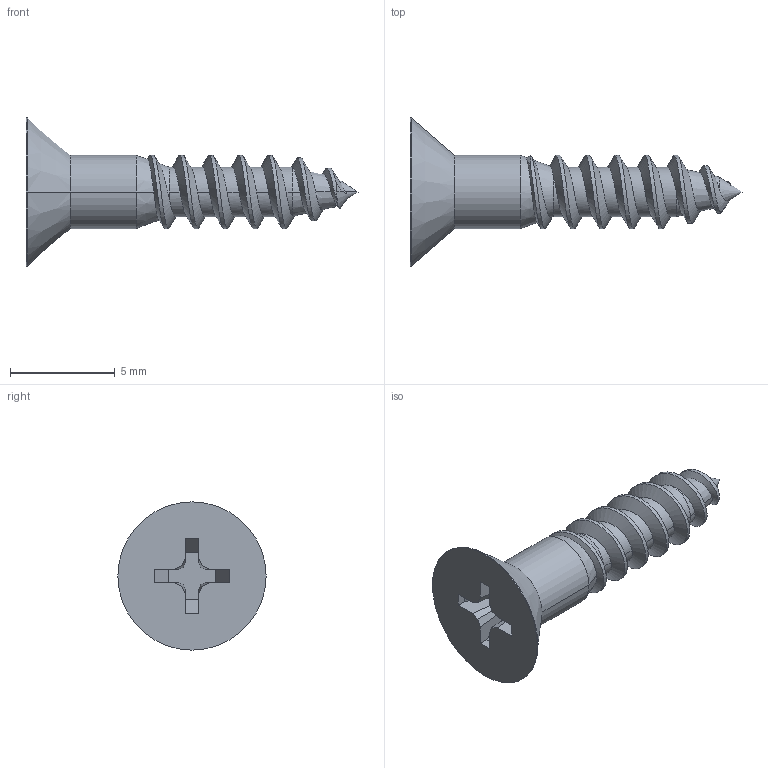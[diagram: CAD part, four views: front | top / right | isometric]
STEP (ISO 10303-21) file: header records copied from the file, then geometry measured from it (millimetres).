
FILE_DESCRIPTION (( 'STEP AP203' ), '1' );
FILE_NAME ('90031A553_Phillips Flat Head Screws for Wood.STEP', '2024-08-23T15:55:39', ( 'Administrator' ), ( 'Managed by Terraform' ), 'SwSTEP 2.0', 'SolidWorks 2017', '' );
FILE_SCHEMA (( 'CONFIG_CONTROL_DESIGN' ));
Length unit declared in the file: inch
Products named in the file (1): 90031A553_Phillips Flat Head Screws for Wood
Bounding box: 15.88 x 7.09 x 7.09 mm (x, y, z)
Volume: 130.5 mm3; surface area: 257.9 mm2
Topology: 1 solids, 1 shells, 65 faces, 174 edges, 110 vertices
Faces by surface type: plane 26, cone 19, cylinder 14, bspline 6
Entity records: 3555 total; most frequent: CARTESIAN_POINT 1995, ORIENTED_EDGE 344, DIRECTION 259, EDGE_CURVE 172, VERTEX_POINT 110, VECTOR 101, LINE 101, AXIS2_PLACEMENT_3D 79
